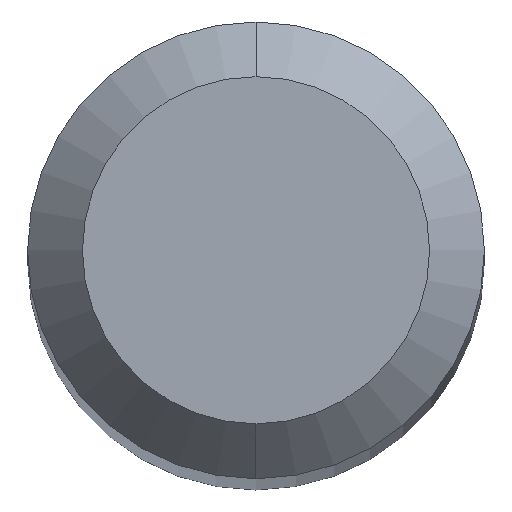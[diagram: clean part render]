
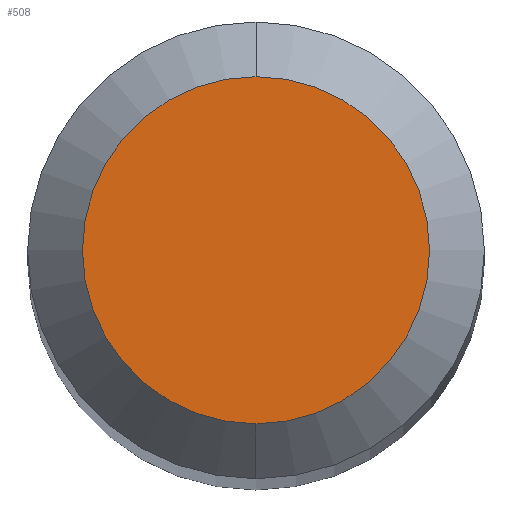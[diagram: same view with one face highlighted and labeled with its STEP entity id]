
A CAD part, top view. The second image highlights one B-rep face of the part: STEP entity #508.
In plain terms, the highlighted planar face has unit normal (0, 0, 1).
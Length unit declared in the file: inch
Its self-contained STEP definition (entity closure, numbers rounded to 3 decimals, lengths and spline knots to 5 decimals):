
#2 = CIRCLE ( 'NONE', #470, 0.0475 ) ;
#6 = PLANE ( 'NONE',  #140 ) ;
#58 = ORIENTED_EDGE ( 'NONE', *, *, #155, .T. ) ;
#66 = CARTESIAN_POINT ( 'NONE',  ( 0., 0.0475, 0. ) ) ;
#73 = DIRECTION ( 'NONE',  ( 0., 0., 1. ) ) ;
#78 = DIRECTION ( 'NONE',  ( 0., 0., 1. ) ) ;
#107 = EDGE_LOOP ( 'NONE', ( #58, #533 ) ) ;
#108 = DIRECTION ( 'NONE',  ( 0., -1., 0. ) ) ;
#140 = AXIS2_PLACEMENT_3D ( 'NONE', #300, #479, #248 ) ;
#155 = EDGE_CURVE ( 'NONE', #227, #375, #2, .T. ) ;
#194 = CARTESIAN_POINT ( 'NONE',  ( 0., 0., 0. ) ) ;
#227 = VERTEX_POINT ( 'NONE', #66 ) ;
#248 = DIRECTION ( 'NONE',  ( 0., 1., 0. ) ) ;
#300 = CARTESIAN_POINT ( 'NONE',  ( 0., 0.0475, 0. ) ) ;
#307 = EDGE_CURVE ( 'NONE', #375, #227, #436, .T. ) ;
#334 = CARTESIAN_POINT ( 'NONE',  ( 0., 0., 0. ) ) ;
#375 = VERTEX_POINT ( 'NONE', #438 ) ;
#399 = AXIS2_PLACEMENT_3D ( 'NONE', #334, #78, #515 ) ;
#433 = FACE_OUTER_BOUND ( 'NONE', #107, .T. ) ;
#436 = CIRCLE ( 'NONE', #399, 0.0475 ) ;
#438 = CARTESIAN_POINT ( 'NONE',  ( 0., -0.0475, 0. ) ) ;
#470 = AXIS2_PLACEMENT_3D ( 'NONE', #194, #73, #108 ) ;
#479 = DIRECTION ( 'NONE',  ( 0., 0., -1. ) ) ;
#508 = ADVANCED_FACE ( 'NONE', ( #433 ), #6, .F. ) ;
#515 = DIRECTION ( 'NONE',  ( 0., -1., 0. ) ) ;
#533 = ORIENTED_EDGE ( 'NONE', *, *, #307, .T. ) ;
